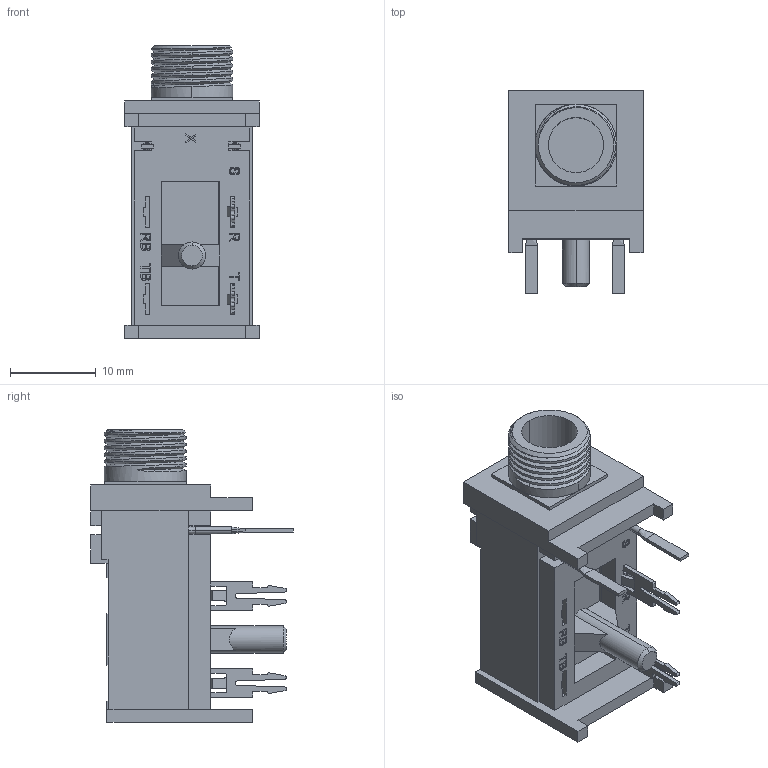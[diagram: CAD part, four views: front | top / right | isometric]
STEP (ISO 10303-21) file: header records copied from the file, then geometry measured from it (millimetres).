
FILE_DESCRIPTION(('FreeCAD Model'),'2;1');
FILE_NAME('RA49C12B_m.STEP','2016-10-12T15:19:42',(''),(''), 'Open CASCADE STEP processor 6.8','FreeCAD','Unknown');
FILE_SCHEMA(('CONFIG_CONTROL_DESIGN','SHAPE_APPEARANCE_LAYER_MIM'));
Length unit declared in the file: millimetre
Products named in the file (2): ASSEMBLY; RA49C12B002
Assembly tree (1 placements, depth 2):
  ASSEMBLY
    RA49C12B002
Bounding box: 15.62 x 23.6 x 34.09 mm (x, y, z)
Volume: 4579.1 mm3; surface area: 3660.2 mm2
Topology: 1 solids, 1 shells, 323 faces, 1017 edges, 709 vertices
Faces by surface type: plane 243, cylinder 61, bspline 14, cone 5
Entity records: 38460 total; most frequent: CARTESIAN_POINT 17578, DIRECTION 2886, ORIENTED_EDGE 2034, PCURVE 2034, DEFINITIONAL_REPRESENTATION 2034, LINE 2018, VECTOR 2018, EDGE_CURVE 1017
